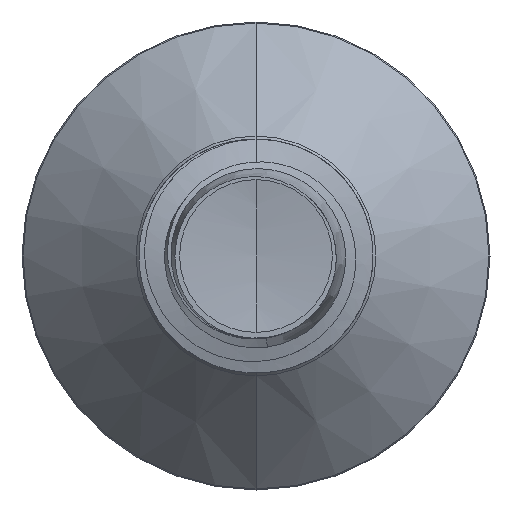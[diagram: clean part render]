
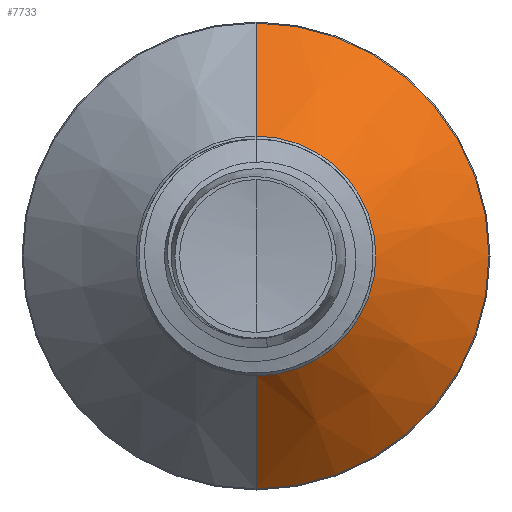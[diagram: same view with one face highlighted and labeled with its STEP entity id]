
A CAD part, front view. The second image highlights one B-rep face of the part: STEP entity #7733.
In plain terms, the highlighted conical face has half-angle 45 degrees and reference radius 2.563 mm.
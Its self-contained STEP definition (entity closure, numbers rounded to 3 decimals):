
#1431 = VERTEX_POINT ( 'NONE', #7511 ) ;
#1615 = AXIS2_PLACEMENT_3D ( 'NONE', #6016, #13276, #7169 ) ;
#4442 = VERTEX_POINT ( 'NONE', #4770 ) ;
#4770 = CARTESIAN_POINT ( 'NONE',  ( 0., 9.228, -4.978 ) ) ;
#4868 = CARTESIAN_POINT ( 'NONE',  ( 0., 6.813, 2.563 ) ) ;
#4920 = VECTOR ( 'NONE', #14716, 1000. ) ;
#5536 = AXIS2_PLACEMENT_3D ( 'NONE', #9367, #5808, #5848 ) ;
#5794 = CARTESIAN_POINT ( 'NONE',  ( 0., 6.813, 2.563 ) ) ;
#5808 = DIRECTION ( 'NONE',  ( 0., 1., 0. ) ) ;
#5848 = DIRECTION ( 'NONE',  ( 0., 0., 1. ) ) ;
#6013 = CONICAL_SURFACE ( 'NONE', #5536, 2.563, 0.785 ) ;
#6016 = CARTESIAN_POINT ( 'NONE',  ( 0., 9.228, 0. ) ) ;
#6640 = EDGE_LOOP ( 'NONE', ( #14005, #13205, #11732, #6781 ) ) ;
#6781 = ORIENTED_EDGE ( 'NONE', *, *, #8580, .F. ) ;
#7169 = DIRECTION ( 'NONE',  ( 0., 0., 1. ) ) ;
#7511 = CARTESIAN_POINT ( 'NONE',  ( 0., 9.228, 4.978 ) ) ;
#7583 = CIRCLE ( 'NONE', #1615, 4.978 ) ;
#7733 = ADVANCED_FACE ( 'NONE', ( #11958 ), #6013, .T. ) ;
#8135 = LINE ( 'NONE', #14721, #4920 ) ;
#8249 = CARTESIAN_POINT ( 'NONE',  ( 0., 6.813, 0. ) ) ;
#8576 = CARTESIAN_POINT ( 'NONE',  ( 0., 6.813, -2.563 ) ) ;
#8580 = EDGE_CURVE ( 'NONE', #12584, #1431, #10380, .T. ) ;
#9298 = DIRECTION ( 'NONE',  ( 0., 0., 1. ) ) ;
#9367 = CARTESIAN_POINT ( 'NONE',  ( 0., 6.813, 0. ) ) ;
#9914 = EDGE_CURVE ( 'NONE', #12590, #4442, #8135, .T. ) ;
#10380 = LINE ( 'NONE', #5794, #16796 ) ;
#11095 = EDGE_CURVE ( 'NONE', #1431, #4442, #7583, .T. ) ;
#11117 = AXIS2_PLACEMENT_3D ( 'NONE', #8249, #15558, #9298 ) ;
#11732 = ORIENTED_EDGE ( 'NONE', *, *, #11095, .F. ) ;
#11958 = FACE_OUTER_BOUND ( 'NONE', #6640, .T. ) ;
#12477 = EDGE_CURVE ( 'NONE', #12584, #12590, #14172, .T. ) ;
#12584 = VERTEX_POINT ( 'NONE', #4868 ) ;
#12590 = VERTEX_POINT ( 'NONE', #8576 ) ;
#13205 = ORIENTED_EDGE ( 'NONE', *, *, #9914, .T. ) ;
#13276 = DIRECTION ( 'NONE',  ( 0., 1., 0. ) ) ;
#14005 = ORIENTED_EDGE ( 'NONE', *, *, #12477, .T. ) ;
#14172 = CIRCLE ( 'NONE', #11117, 2.563 ) ;
#14716 = DIRECTION ( 'NONE',  ( 0., 0.707, -0.707 ) ) ;
#14721 = CARTESIAN_POINT ( 'NONE',  ( 0., 6.813, -2.563 ) ) ;
#15282 = DIRECTION ( 'NONE',  ( 0., 0.707, 0.707 ) ) ;
#15558 = DIRECTION ( 'NONE',  ( 0., 1., 0. ) ) ;
#16796 = VECTOR ( 'NONE', #15282, 1000. ) ;
